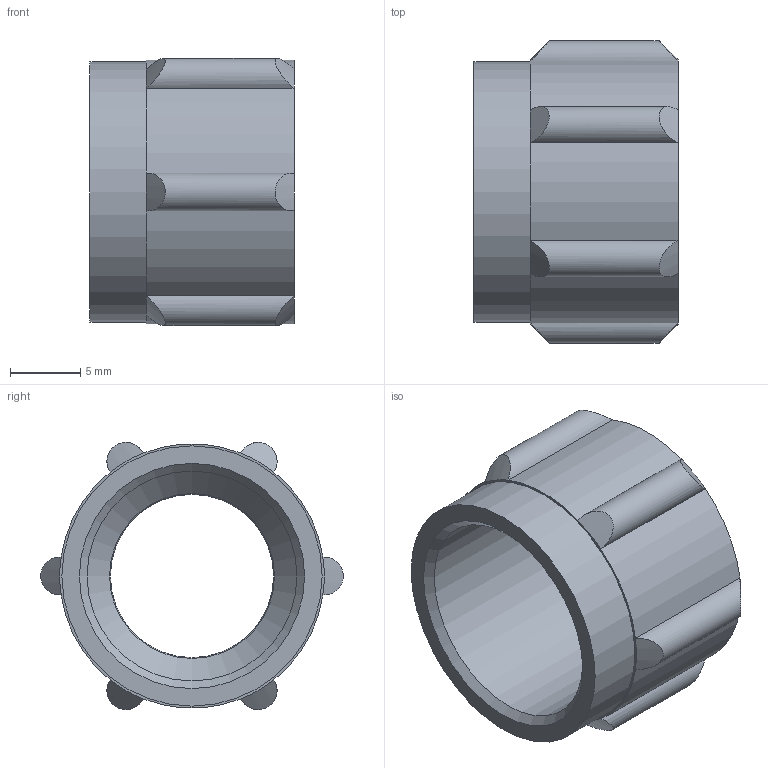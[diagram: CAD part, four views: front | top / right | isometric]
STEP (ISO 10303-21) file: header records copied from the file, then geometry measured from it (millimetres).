
FILE_DESCRIPTION(/* description */ ('STEP AP214'),/* implementation_level */ '2;1');
FILE_NAME(/* name */ '2967_MCK-PK-9',/* time_stamp */ '2024-09-05T03:53:10+02:00',/* author */ ('License CC BY-ND 4.0'),/* organization */ ('CADENAS'),/* preprocessor_version */ 'ST-DEVELOPER v19.3',/* originating_system */ 'PARTsolutions',/* authorisation */ ' ');
FILE_SCHEMA (('AUTOMOTIVE_DESIGN {1 0 10303 214 3 1 1}'));
Length unit declared in the file: millimetre
Products named in the file (1): 2967 MCK-PK-9
Bounding box: 14.5 x 21.5 x 18.98 mm (x, y, z)
Volume: 1765.3 mm3; surface area: 1905.6 mm2
Topology: 1 solids, 1 shells, 36 faces, 68 edges, 35 vertices
Faces by surface type: cylinder 15, cone 15, plane 3, torus 3
Full cylindrical faces by diameter (mm): 11.6 x1, 14.917 x1, 18.5 x1
Entity records: 940 total; most frequent: CARTESIAN_POINT 227, DIRECTION 156, ORIENTED_EDGE 118, AXIS2_PLACEMENT_3D 72, EDGE_CURVE 59, EDGE_LOOP 48, FACE_BOUND 48, ADVANCED_FACE 36
